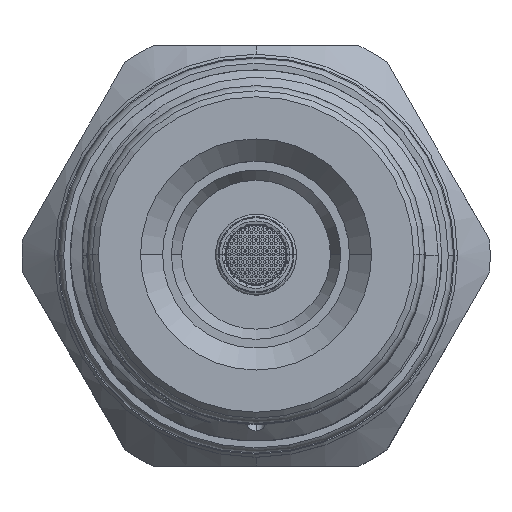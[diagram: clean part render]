
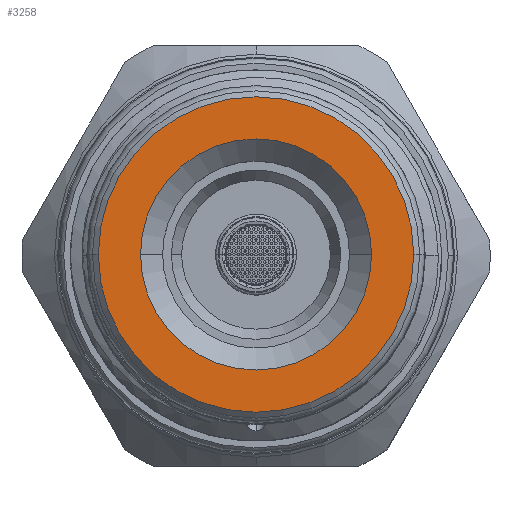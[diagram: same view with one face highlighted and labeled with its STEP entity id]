
A CAD part, top view. The second image highlights one B-rep face of the part: STEP entity #3258.
In plain terms, the highlighted planar face has unit normal (0, 0, 1).
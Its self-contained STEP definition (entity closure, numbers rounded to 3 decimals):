
#3258 = ADVANCED_FACE ( 'NONE', ( #13878, #13886 ), #19019, .F. ) ;
#3338 = EDGE_CURVE ( 'NONE', #20463, #20464, #14154, .T. ) ;
#3575 = EDGE_CURVE ( 'NONE', #20464, #20463, #14344, .T. ) ;
#3645 = EDGE_CURVE ( 'NONE', #20490, #20393, #14391, .T. ) ;
#5127 = EDGE_CURVE ( 'NONE', #20393, #20490, #15551, .T. ) ;
#5753 = AXIS2_PLACEMENT_3D ( 'NONE', #19016, #19021, #19022 ) ;
#5823 = AXIS2_PLACEMENT_3D ( 'NONE', #19279, #19280, #19281 ) ;
#5920 = AXIS2_PLACEMENT_3D ( 'NONE', #21956, #21957, #21958 ) ;
#5968 = AXIS2_PLACEMENT_3D ( 'NONE', #22540, #22541, #22542 ) ;
#6127 = AXIS2_PLACEMENT_3D ( 'NONE', #29284, #29285, #29286 ) ;
#13878 = FACE_OUTER_BOUND ( 'NONE', #20283, .T. ) ;
#13886 = FACE_BOUND ( 'NONE', #20278, .T. ) ;
#14154 = CIRCLE ( 'NONE', #5823, 10.715 ) ;
#14344 = CIRCLE ( 'NONE', #5920, 10.715 ) ;
#14391 = CIRCLE ( 'NONE', #5968, 7.85 ) ;
#15551 = CIRCLE ( 'NONE', #6127, 7.85 ) ;
#19016 = CARTESIAN_POINT ( 'NONE',  ( 0., 0., 65.14 ) ) ;
#19019 = PLANE ( 'NONE',  #5753 ) ;
#19021 = DIRECTION ( 'NONE',  ( 0., 0., -1. ) ) ;
#19022 = DIRECTION ( 'NONE',  ( -1., 0., 0. ) ) ;
#19279 = CARTESIAN_POINT ( 'NONE',  ( 0., 0., 65.14 ) ) ;
#19280 = DIRECTION ( 'NONE',  ( 0., 0., 1. ) ) ;
#19281 = DIRECTION ( 'NONE',  ( -1., 0., 0. ) ) ;
#19957 = ORIENTED_EDGE ( 'NONE', *, *, #3575, .T. ) ;
#19958 = ORIENTED_EDGE ( 'NONE', *, *, #3338, .T. ) ;
#19959 = ORIENTED_EDGE ( 'NONE', *, *, #5127, .T. ) ;
#19960 = ORIENTED_EDGE ( 'NONE', *, *, #3645, .T. ) ;
#20278 = EDGE_LOOP ( 'NONE', ( #19959, #19960 ) ) ;
#20283 = EDGE_LOOP ( 'NONE', ( #19957, #19958 ) ) ;
#20393 = VERTEX_POINT ( 'NONE', #28600 ) ;
#20463 = VERTEX_POINT ( 'NONE', #28670 ) ;
#20464 = VERTEX_POINT ( 'NONE', #28671 ) ;
#20490 = VERTEX_POINT ( 'NONE', #28697 ) ;
#21956 = CARTESIAN_POINT ( 'NONE',  ( 0., 0., 65.14 ) ) ;
#21957 = DIRECTION ( 'NONE',  ( 0., 0., 1. ) ) ;
#21958 = DIRECTION ( 'NONE',  ( -1., 0., 0. ) ) ;
#22540 = CARTESIAN_POINT ( 'NONE',  ( 0., 0., 65.14 ) ) ;
#22541 = DIRECTION ( 'NONE',  ( 0., 0., -1. ) ) ;
#22542 = DIRECTION ( 'NONE',  ( -1., 0., 0. ) ) ;
#28600 = CARTESIAN_POINT ( 'NONE',  ( 7.85, 0., 65.14 ) ) ;
#28670 = CARTESIAN_POINT ( 'NONE',  ( 10.715, 0., 65.14 ) ) ;
#28671 = CARTESIAN_POINT ( 'NONE',  ( -10.715, 0., 65.14 ) ) ;
#28697 = CARTESIAN_POINT ( 'NONE',  ( -7.85, 0., 65.14 ) ) ;
#29284 = CARTESIAN_POINT ( 'NONE',  ( 0., 0., 65.14 ) ) ;
#29285 = DIRECTION ( 'NONE',  ( 0., 0., -1. ) ) ;
#29286 = DIRECTION ( 'NONE',  ( -1., 0., 0. ) ) ;
